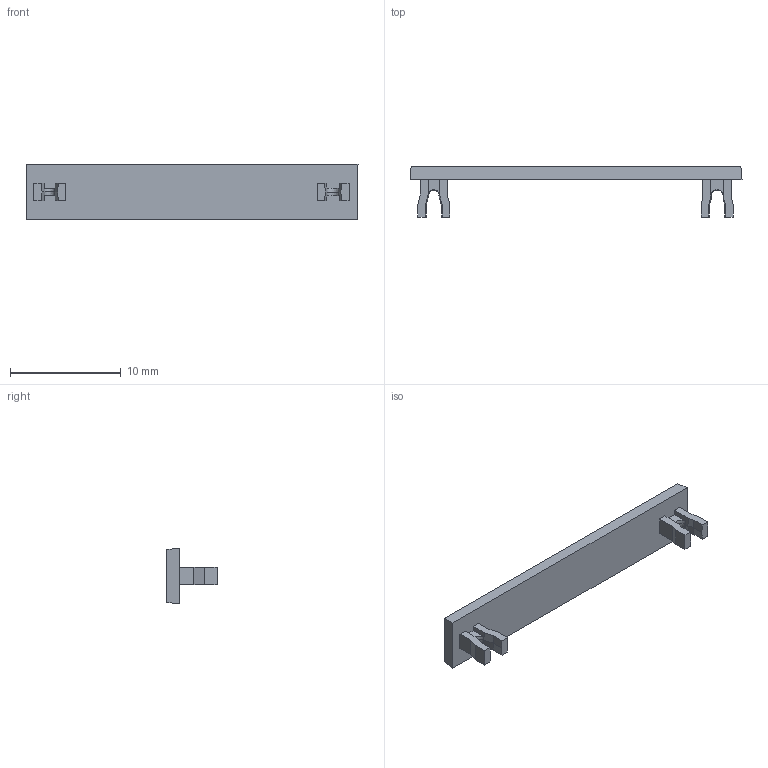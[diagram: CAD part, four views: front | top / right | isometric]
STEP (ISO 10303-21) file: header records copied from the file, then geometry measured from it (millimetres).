
FILE_DESCRIPTION(('SolidDesigner STEP Export'),'2;1');
FILE_NAME('0801505_UCT_EM_30X5-select.stp','2017-04-20T14:22:51',(''),(''),'Creo Elements/Direct Modeling STEP processor for AP214 (Solid Model)','Creo Elements/Direct Modeling 18.1G 27-Feb-2015 (C) Parametric Technology GmbH','');
FILE_SCHEMA(('AUTOMOTIVE_DESIGN { 1 0 10303 214 1 1 1 1 }'));
Length unit declared in the file: millimetre
Products named in the file (2): 0801505_UCT_EM_30X5-select
Assembly tree (1 placements, depth 2):
  0801505_UCT_EM_30X5-select
    0801505_UCT_EM_30X5-select
Bounding box: 30 x 4.55 x 5 mm (x, y, z)
Volume: 185.6 mm3; surface area: 437.1 mm2
Topology: 1 solids, 1 shells, 62 faces, 162 edges, 104 vertices
Faces by surface type: plane 58, cone 4
Entity records: 2411 total; most frequent: CARTESIAN_POINT 372, ORIENTED_EDGE 324, DIRECTION 280, EDGE_CURVE 162, VECTOR 152, LINE 152, VERTEX_POINT 104, AXIS2_PLACEMENT_3D 64
